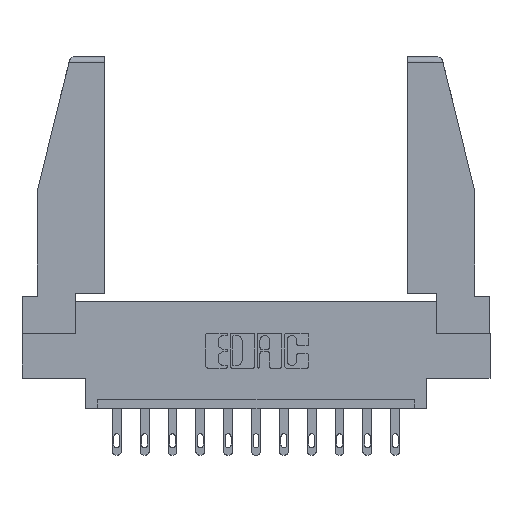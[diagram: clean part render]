
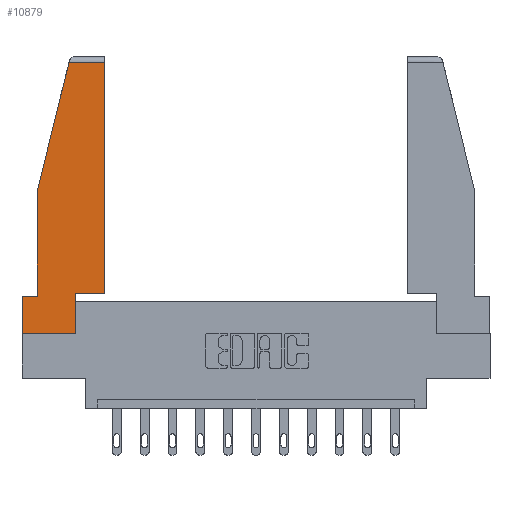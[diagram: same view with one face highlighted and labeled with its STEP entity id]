
A CAD part, top view. The second image highlights one B-rep face of the part: STEP entity #10879.
In plain terms, the highlighted planar face has unit normal (0, 0, 1).
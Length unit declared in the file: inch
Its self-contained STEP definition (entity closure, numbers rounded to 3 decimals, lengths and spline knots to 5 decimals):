
#182 = CARTESIAN_POINT ( 'NONE',  ( 0.086, 0.8, 0. ) ) ;
#217 = LINE ( 'NONE', #5087, #3961 ) ;
#574 = VECTOR ( 'NONE', #1477, 39.37008 ) ;
#655 = CARTESIAN_POINT ( 'NONE',  ( 0., 0.21, 0. ) ) ;
#962 = VECTOR ( 'NONE', #13621, 39.37008 ) ;
#1041 = CARTESIAN_POINT ( 'NONE',  ( 0.297, 0.223, 0. ) ) ;
#1477 = DIRECTION ( 'NONE',  ( 1., 0., 0. ) ) ;
#1571 = CARTESIAN_POINT ( 'NONE',  ( 0.297, 0.223, 0. ) ) ;
#1601 = DIRECTION ( 'NONE',  ( -0.239, -0.971, 0. ) ) ;
#1649 = DIRECTION ( 'NONE',  ( -1., 0., 0. ) ) ;
#1919 = DIRECTION ( 'NONE',  ( 0., 0., 1. ) ) ;
#2210 = EDGE_CURVE ( 'NONE', #6531, #4320, #217, .T. ) ;
#2211 = LINE ( 'NONE', #11382, #13946 ) ;
#2445 = VERTEX_POINT ( 'NONE', #7933 ) ;
#2537 = EDGE_CURVE ( 'NONE', #9420, #14020, #3942, .T. ) ;
#3353 = VERTEX_POINT ( 'NONE', #182 ) ;
#3401 = VECTOR ( 'NONE', #3839, 39.37008 ) ;
#3741 = VECTOR ( 'NONE', #9842, 39.37008 ) ;
#3821 = VERTEX_POINT ( 'NONE', #1571 ) ;
#3839 = DIRECTION ( 'NONE',  ( -1., 0., 0. ) ) ;
#3858 = ORIENTED_EDGE ( 'NONE', *, *, #12773, .T. ) ;
#3942 = LINE ( 'NONE', #12871, #3401 ) ;
#3961 = VECTOR ( 'NONE', #7429, 39.37008 ) ;
#4160 = EDGE_CURVE ( 'NONE', #2445, #9583, #14118, .T. ) ;
#4236 = EDGE_CURVE ( 'NONE', #14020, #2445, #2211, .T. ) ;
#4320 = VERTEX_POINT ( 'NONE', #11968 ) ;
#4755 = LINE ( 'NONE', #5680, #6310 ) ;
#4903 = CARTESIAN_POINT ( 'NONE',  ( 0.086, 0.21, 0. ) ) ;
#5087 = CARTESIAN_POINT ( 'NONE',  ( 0.461, 0.223, 0. ) ) ;
#5328 = ORIENTED_EDGE ( 'NONE', *, *, #4160, .T. ) ;
#5336 = ORIENTED_EDGE ( 'NONE', *, *, #7105, .T. ) ;
#5680 = CARTESIAN_POINT ( 'NONE',  ( 0.297, 0., 0. ) ) ;
#5923 = EDGE_CURVE ( 'NONE', #3821, #6531, #12489, .T. ) ;
#6310 = VECTOR ( 'NONE', #13408, 39.37008 ) ;
#6531 = VERTEX_POINT ( 'NONE', #9402 ) ;
#7020 = ORIENTED_EDGE ( 'NONE', *, *, #4236, .T. ) ;
#7105 = EDGE_CURVE ( 'NONE', #3353, #9420, #13672, .T. ) ;
#7400 = ORIENTED_EDGE ( 'NONE', *, *, #2537, .T. ) ;
#7429 = DIRECTION ( 'NONE',  ( 0., 1., 0. ) ) ;
#7519 = PLANE ( 'NONE',  #13667 ) ;
#7533 = CARTESIAN_POINT ( 'NONE',  ( 0.086, 0.8, 0. ) ) ;
#7643 = FACE_OUTER_BOUND ( 'NONE', #8219, .T. ) ;
#7933 = CARTESIAN_POINT ( 'NONE',  ( 0., 0., 0. ) ) ;
#7953 = ORIENTED_EDGE ( 'NONE', *, *, #10470, .T. ) ;
#8027 = CARTESIAN_POINT ( 'NONE',  ( 0.297, 0., 0. ) ) ;
#8219 = EDGE_LOOP ( 'NONE', ( #9061, #3858, #7953, #5336, #7400, #7020, #5328, #14100, #12963 ) ) ;
#9061 = ORIENTED_EDGE ( 'NONE', *, *, #2210, .T. ) ;
#9402 = CARTESIAN_POINT ( 'NONE',  ( 0.461, 0.223, 0. ) ) ;
#9420 = VERTEX_POINT ( 'NONE', #4903 ) ;
#9491 = CARTESIAN_POINT ( 'NONE',  ( 0., 1.52, 0. ) ) ;
#9583 = VERTEX_POINT ( 'NONE', #8027 ) ;
#9842 = DIRECTION ( 'NONE',  ( 0., -1., 0. ) ) ;
#10470 = EDGE_CURVE ( 'NONE', #14510, #3353, #14063, .T. ) ;
#10879 = ADVANCED_FACE ( 'NONE', ( #7643 ), #7519, .T. ) ;
#11055 = CARTESIAN_POINT ( 'NONE',  ( 0., 0., 0. ) ) ;
#11382 = CARTESIAN_POINT ( 'NONE',  ( 0., 0.21, 0. ) ) ;
#11850 = VECTOR ( 'NONE', #1649, 39.37008 ) ;
#11968 = CARTESIAN_POINT ( 'NONE',  ( 0.461, 1.52, 0. ) ) ;
#12489 = LINE ( 'NONE', #1041, #574 ) ;
#12548 = DIRECTION ( 'NONE',  ( 0., -1., 0. ) ) ;
#12773 = EDGE_CURVE ( 'NONE', #4320, #14510, #12936, .T. ) ;
#12871 = CARTESIAN_POINT ( 'NONE',  ( 0., 0.21, 0. ) ) ;
#12923 = CARTESIAN_POINT ( 'NONE',  ( 0.2636, 1.52, 0. ) ) ;
#12936 = LINE ( 'NONE', #9491, #11850 ) ;
#12963 = ORIENTED_EDGE ( 'NONE', *, *, #5923, .T. ) ;
#13270 = EDGE_CURVE ( 'NONE', #9583, #3821, #4755, .T. ) ;
#13408 = DIRECTION ( 'NONE',  ( 0., 1., 0. ) ) ;
#13621 = DIRECTION ( 'NONE',  ( 1., 0., 0. ) ) ;
#13667 = AXIS2_PLACEMENT_3D ( 'NONE', #11055, #1919, #14344 ) ;
#13672 = LINE ( 'NONE', #7533, #3741 ) ;
#13762 = CARTESIAN_POINT ( 'NONE',  ( 0., 0., 0. ) ) ;
#13886 = VECTOR ( 'NONE', #1601, 39.37008 ) ;
#13946 = VECTOR ( 'NONE', #12548, 39.37008 ) ;
#14020 = VERTEX_POINT ( 'NONE', #655 ) ;
#14063 = LINE ( 'NONE', #14162, #13886 ) ;
#14100 = ORIENTED_EDGE ( 'NONE', *, *, #13270, .T. ) ;
#14118 = LINE ( 'NONE', #13762, #962 ) ;
#14162 = CARTESIAN_POINT ( 'NONE',  ( 0.271, 1.55, 0. ) ) ;
#14344 = DIRECTION ( 'NONE',  ( 1., 0., 0. ) ) ;
#14510 = VERTEX_POINT ( 'NONE', #12923 ) ;
